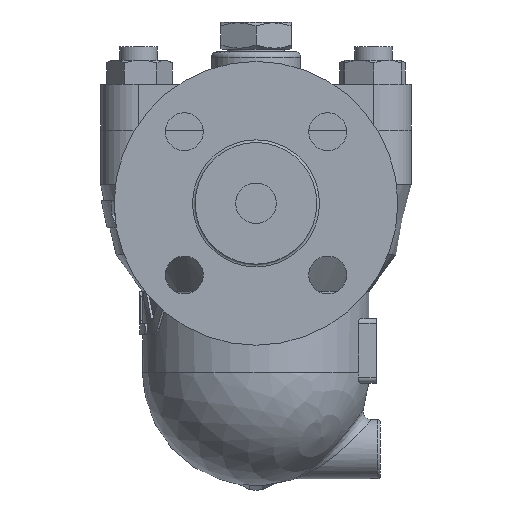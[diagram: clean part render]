
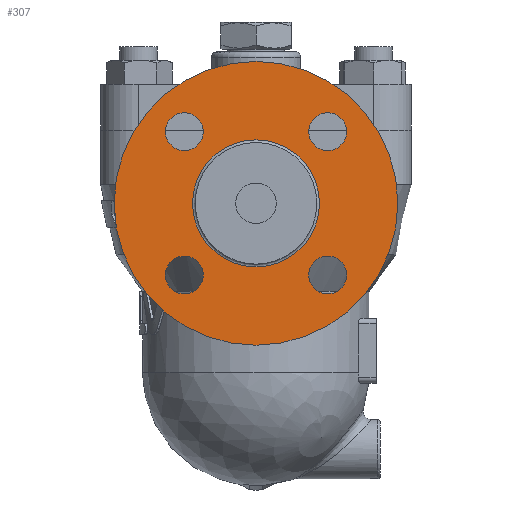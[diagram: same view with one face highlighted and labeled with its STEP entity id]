
A CAD part, left-side view. The second image highlights one B-rep face of the part: STEP entity #307.
In plain terms, the highlighted planar face has unit normal (-1, 0, 0).
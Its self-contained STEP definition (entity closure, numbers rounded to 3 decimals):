
#221=CARTESIAN_POINT('',(-107.5,0.,-3.5));
#222=VERTEX_POINT('',#221);
#223=CARTESIAN_POINT('',(-107.5,0.0,-27.));
#224=DIRECTION('',(-1.0,0.0,0.0));
#225=DIRECTION('',(0.0,0.0,-1.0));
#226=AXIS2_PLACEMENT_3D('',#223,#224,#225);
#227=CIRCLE('',#226,23.5);
#228=EDGE_CURVE('',#222,#222,#227,.T.);
#244=CARTESIAN_POINT('',(-107.5,0.0,10.5));
#245=DIRECTION('',(-1.0,0.0,0.0));
#246=DIRECTION('',(0.0,0.0,1.0));
#247=AXIS2_PLACEMENT_3D('',#244,#245,#246);
#248=PLANE('',#247);
#249=CARTESIAN_POINT('',(-107.5,0.0,25.5));
#250=VERTEX_POINT('',#249);
#251=CARTESIAN_POINT('',(-107.5,0.0,-27.));
#252=DIRECTION('',(-1.0,0.0,0.0));
#253=DIRECTION('',(0.0,0.0,1.0));
#254=AXIS2_PLACEMENT_3D('',#251,#252,#253);
#255=CIRCLE('',#254,52.5);
#256=EDGE_CURVE('',#250,#250,#255,.T.);
#257=ORIENTED_EDGE('',*,*,#256,.T.);
#258=EDGE_LOOP('',(#257));
#259=FACE_OUTER_BOUND('',#258,.T.);
#260=CARTESIAN_POINT('',(-107.5,26.517,6.517));
#261=VERTEX_POINT('',#260);
#262=CARTESIAN_POINT('',(-107.5,26.517,-0.483));
#263=DIRECTION('',(1.0,0.0,0.0));
#264=DIRECTION('',(0.0,0.0,-1.0));
#265=AXIS2_PLACEMENT_3D('',#262,#263,#264);
#266=CIRCLE('',#265,7.);
#267=EDGE_CURVE('',#261,#261,#266,.T.);
#268=ORIENTED_EDGE('',*,*,#267,.T.);
#269=EDGE_LOOP('',(#268));
#270=FACE_BOUND('',#269,.T.);
#271=CARTESIAN_POINT('',(-107.5,26.517,-46.517));
#272=VERTEX_POINT('',#271);
#273=CARTESIAN_POINT('',(-107.5,26.517,-53.517));
#274=DIRECTION('',(1.0,0.0,0.0));
#275=DIRECTION('',(0.0,0.0,-1.0));
#276=AXIS2_PLACEMENT_3D('',#273,#274,#275);
#277=CIRCLE('',#276,7.);
#278=EDGE_CURVE('',#272,#272,#277,.T.);
#279=ORIENTED_EDGE('',*,*,#278,.T.);
#280=EDGE_LOOP('',(#279));
#281=FACE_BOUND('',#280,.T.);
#282=CARTESIAN_POINT('',(-107.5,-26.517,-46.517));
#283=VERTEX_POINT('',#282);
#284=CARTESIAN_POINT('',(-107.5,-26.517,-53.517));
#285=DIRECTION('',(1.0,0.0,0.0));
#286=DIRECTION('',(0.0,0.0,-1.0));
#287=AXIS2_PLACEMENT_3D('',#284,#285,#286);
#288=CIRCLE('',#287,7.);
#289=EDGE_CURVE('',#283,#283,#288,.T.);
#290=ORIENTED_EDGE('',*,*,#289,.T.);
#291=EDGE_LOOP('',(#290));
#292=FACE_BOUND('',#291,.T.);
#293=CARTESIAN_POINT('',(-107.5,-26.517,6.517));
#294=VERTEX_POINT('',#293);
#295=CARTESIAN_POINT('',(-107.5,-26.517,-0.483));
#296=DIRECTION('',(1.0,0.0,0.0));
#297=DIRECTION('',(0.0,0.0,-1.0));
#298=AXIS2_PLACEMENT_3D('',#295,#296,#297);
#299=CIRCLE('',#298,7.);
#300=EDGE_CURVE('',#294,#294,#299,.T.);
#301=ORIENTED_EDGE('',*,*,#300,.T.);
#302=EDGE_LOOP('',(#301));
#303=FACE_BOUND('',#302,.T.);
#304=ORIENTED_EDGE('',*,*,#228,.F.);
#305=EDGE_LOOP('',(#304));
#306=FACE_BOUND('',#305,.T.);
#307=ADVANCED_FACE('',(#259,#270,#281,#292,#303,#306),#248,.T.);
